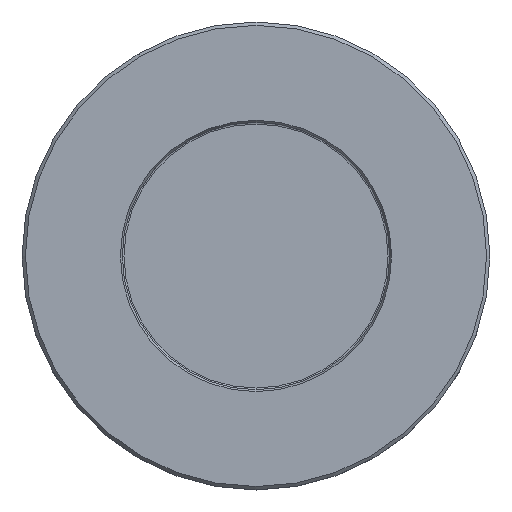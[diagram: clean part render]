
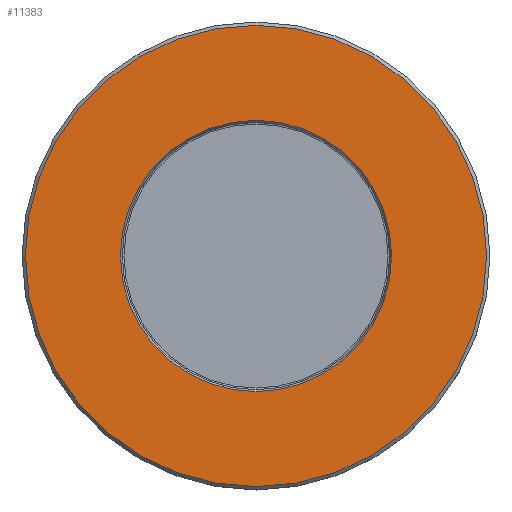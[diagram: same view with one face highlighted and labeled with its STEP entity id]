
A CAD part, top view. The second image highlights one B-rep face of the part: STEP entity #11383.
In plain terms, the highlighted planar face has unit normal (0, 0, 1).
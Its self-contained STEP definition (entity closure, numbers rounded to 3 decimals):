
#224=CARTESIAN_POINT('',(0.,0.,60.));
#225=DIRECTION('',(0.,0.,1.));
#226=DIRECTION('',(-0.5,0.866,0.));
#227=AXIS2_PLACEMENT_3D('',#224,#225,#226);
#232=CARTESIAN_POINT('',(0.,0.,60.));
#233=DIRECTION('',(0.,0.,-1.));
#234=DIRECTION('',(-0.5,0.866,0.));
#235=AXIS2_PLACEMENT_3D('',#232,#233,#234);
#254=CARTESIAN_POINT('',(0.,0.,60.));
#255=DIRECTION('',(0.,0.,-1.));
#256=DIRECTION('',(-0.5,0.866,0.));
#257=AXIS2_PLACEMENT_3D('',#254,#255,#256);
#262=CARTESIAN_POINT('',(0.,0.,60.));
#263=DIRECTION('',(0.,0.,1.));
#264=DIRECTION('',(-0.5,0.866,0.));
#265=AXIS2_PLACEMENT_3D('',#262,#263,#264);
#11080=CARTESIAN_POINT('',(-20.289,35.141,60.));
#11081=VERTEX_POINT('',#11080);
#11082=CARTESIAN_POINT('',(-34.5,59.756,60.));
#11084=VERTEX_POINT('',#11082);
#11136=CARTESIAN_POINT('',(20.289,-35.141,60.));
#11137=VERTEX_POINT('',#11136);
#11138=CARTESIAN_POINT('',(34.5,-59.756,60.));
#11140=VERTEX_POINT('',#11138);
#11368=CARTESIAN_POINT('',(0.,0.,60.));
#11369=DIRECTION('',(0.,0.,1.));
#11370=DIRECTION('',(0.5,-0.866,0.));
#11371=AXIS2_PLACEMENT_3D('',#11368,#11369,#11370);
#11372=PLANE('',#11371);
#11374=ORIENTED_EDGE('',*,*,#11373,.T.);
#11376=ORIENTED_EDGE('',*,*,#11375,.F.);
#11377=EDGE_LOOP('',(#11374,#11376));
#11378=FACE_OUTER_BOUND('',#11377,.F.);
#11379=ORIENTED_EDGE('',*,*,#11350,.T.);
#11380=ORIENTED_EDGE('',*,*,#11361,.F.);
#11381=EDGE_LOOP('',(#11379,#11380));
#11382=FACE_BOUND('',#11381,.F.);
#11383=ADVANCED_FACE('',(#11378,#11382),#11372,.T.);
#228=CIRCLE('',#227,40.577);
#236=CIRCLE('',#235,40.577);
#258=CIRCLE('',#257,69.);
#266=CIRCLE('',#265,69.);
#11350=EDGE_CURVE('',#11081,#11137,#228,.T.);
#11361=EDGE_CURVE('',#11081,#11137,#236,.T.);
#11373=EDGE_CURVE('',#11084,#11140,#258,.T.);
#11375=EDGE_CURVE('',#11084,#11140,#266,.T.);
